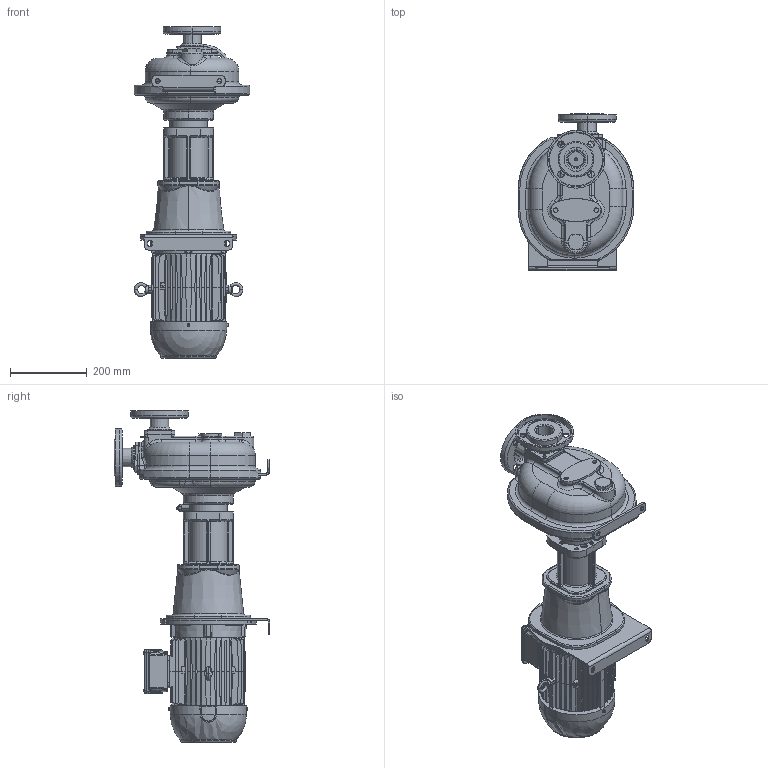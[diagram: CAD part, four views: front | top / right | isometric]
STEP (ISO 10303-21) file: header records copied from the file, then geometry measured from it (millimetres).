
FILE_DESCRIPTION((''),'2;1');
FILE_NAME('S_46-50_K_BBT_F','2022-05-02T11:05:44',('Nicola'),(''),'CREO PARAMETRIC BY PTC INC, 2020354','CREO PARAMETRIC BY PTC INC, 2020354','');
FILE_SCHEMA(('CONFIG_CONTROL_DESIGN'));
Products named in the file (1): S_46-50_K_BBT_F
Bounding box: 300 x 405 x 863.1 mm (x, y, z)
Volume: 18371829.3 mm3; surface area: 1438651.7 mm2
Topology: 1 solids, 2 shells, 2827 faces, 7072 edges, 4442 vertices
Faces by surface type: plane 1579, cylinder 558, bspline 248, cone 208, torus 205, sphere 25, extrusion 4
Entity records: 124555 total; most frequent: CARTESIAN_POINT 58917, ORIENTED_EDGE 14140, DIRECTION 12849, EDGE_CURVE 7070, AXIS2_PLACEMENT_3D 4478, VERTEX_POINT 4442, VECTOR 3893, LINE 3889
